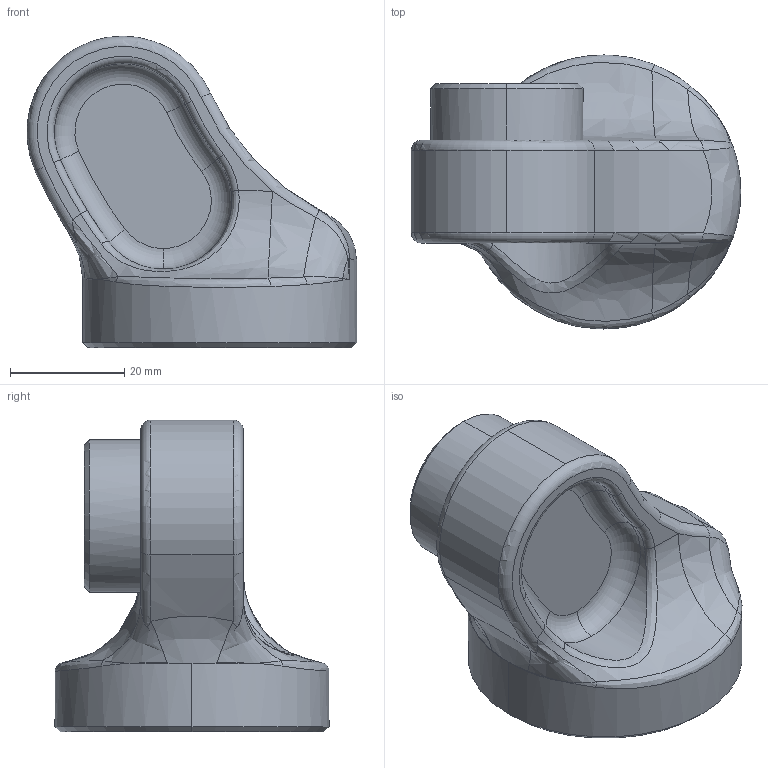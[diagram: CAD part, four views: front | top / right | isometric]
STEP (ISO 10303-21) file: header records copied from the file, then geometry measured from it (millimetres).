
FILE_DESCRIPTION (( 'STEP AP214' ), '1' );
FILE_NAME ('Arm Pivot Base.STEP', '2024-12-17T22:08:18', ( '' ), ( '' ), 'SwSTEP 2.0', 'SolidWorks 2020', '' );
FILE_SCHEMA (( 'AUTOMOTIVE_DESIGN' ));
Length unit declared in the file: millimetre
Products named in the file (1): Arm Pivot Base
Bounding box: 57.73 x 48 x 54.6 mm (x, y, z)
Volume: 48424.3 mm3; surface area: 11532.2 mm2
Topology: 1 solids, 1 shells, 78 faces, 180 edges, 98 vertices
Faces by surface type: bspline 29, cylinder 19, torus 15, cone 8, plane 7
Entity records: 4433 total; most frequent: CARTESIAN_POINT 1988, ORIENTED_EDGE 344, DIRECTION 310, EDGE_CURVE 172, AXIS2_PLACEMENT_3D 142, VERTEX_POINT 98, CIRCLE 92, UNCERTAINTY_MEASURE_WITH_UNIT 81
